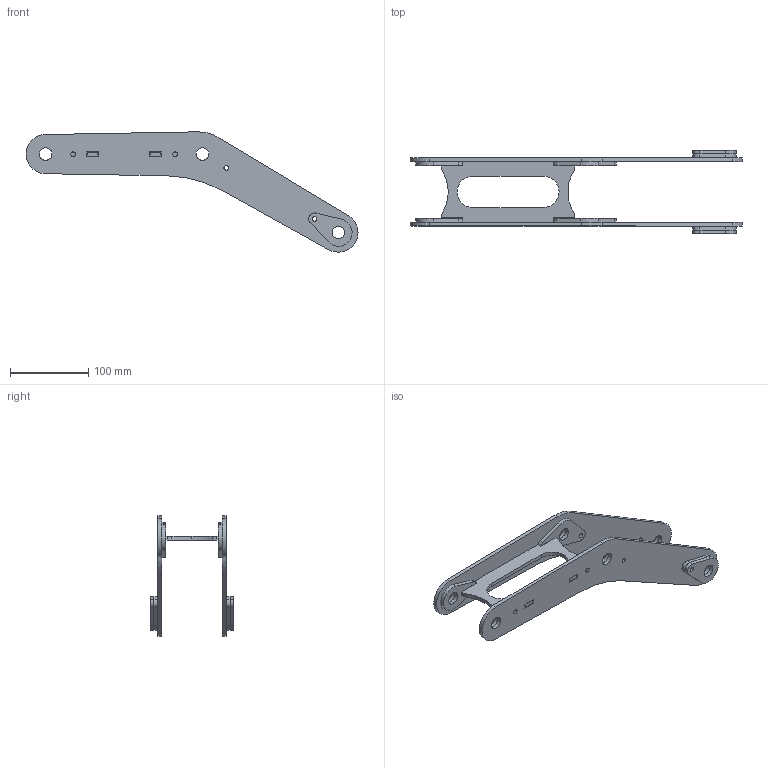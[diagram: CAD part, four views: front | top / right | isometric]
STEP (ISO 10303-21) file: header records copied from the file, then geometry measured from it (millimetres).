
FILE_DESCRIPTION (( 'STEP AP203' ), '1' );
FILE_NAME ('3927-40_REV_.step', '2026-02-22T20:46:22', ( '' ), ( '' ), 'SwSTEP 2.0', 'SolidWorks 2025', '' );
FILE_SCHEMA (( 'CONFIG_CONTROL_DESIGN' ));
Length unit declared in the file: millimetre
Products named in the file (5): 3927-40_REV_; 3927-40-15; 3927-40-10; 3927-40-20; 3927-40-25
Assembly tree (11 placements, depth 2):
  3927-40_REV_
    3927-40-25
    3927-40-10  x2
    3927-40-15  x6
    3927-40-20  x2
Bounding box: 423.21 x 107 x 153.38 mm (x, y, z)
Volume: 317774 mm3; surface area: 153390.7 mm2
Topology: 11 solids, 11 shells, 214 faces, 576 edges, 384 vertices
Faces by surface type: cylinder 118, plane 96
Entity records: 4382 total; most frequent: CARTESIAN_POINT 656, DIRECTION 651, ORIENTED_EDGE 618, EDGE_CURVE 309, AXIS2_PLACEMENT_3D 233, VERTEX_POINT 206, VECTOR 185, LINE 185
